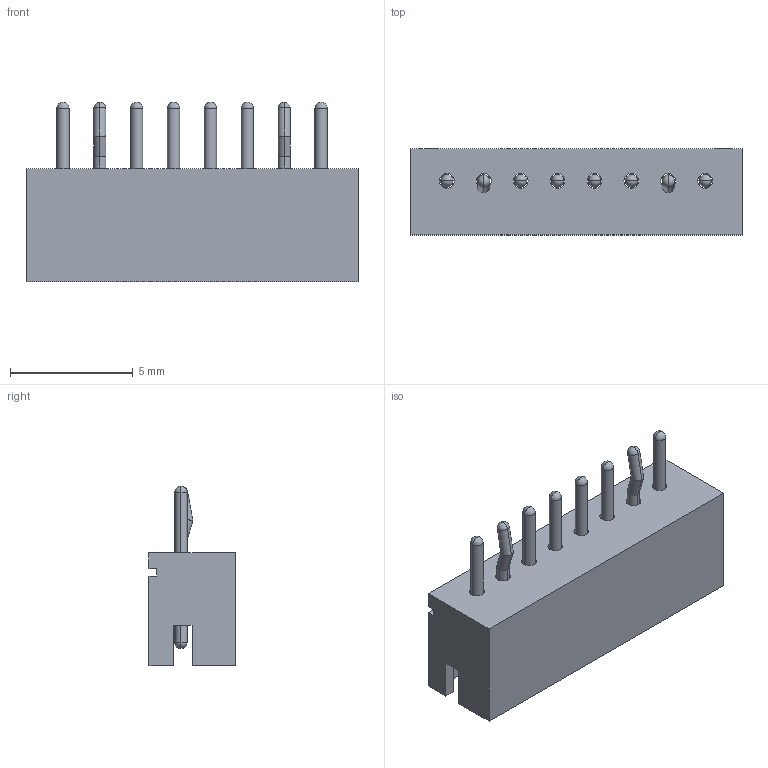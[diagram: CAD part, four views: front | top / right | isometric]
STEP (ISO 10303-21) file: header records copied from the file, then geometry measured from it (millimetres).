
FILE_DESCRIPTION((''),'2;1');
FILE_NAME('JS-1174-08','2018-04-27T',('csrd01'),(''),'CREO PARAMETRIC BY PTC INC, 2017300','CREO PARAMETRIC BY PTC INC, 2017300','');
FILE_SCHEMA(('CONFIG_CONTROL_DESIGN'));
Length unit declared in the file: millimetre
Products named in the file (1): JS-1174-08
Bounding box: 13.5 x 3.5 x 7.3 mm (x, y, z)
Volume: 100.2 mm3; surface area: 463.3 mm2
Topology: 9 solids, 9 shells, 106 faces, 282 edges, 160 vertices
Faces by surface type: cylinder 40, plane 34, sphere 32
Entity records: 3196 total; most frequent: CARTESIAN_POINT 632, DIRECTION 542, ORIENTED_EDGE 500, EDGE_CURVE 250, AXIS2_PLACEMENT_3D 202, VERTEX_POINT 160, VECTOR 138, LINE 138
